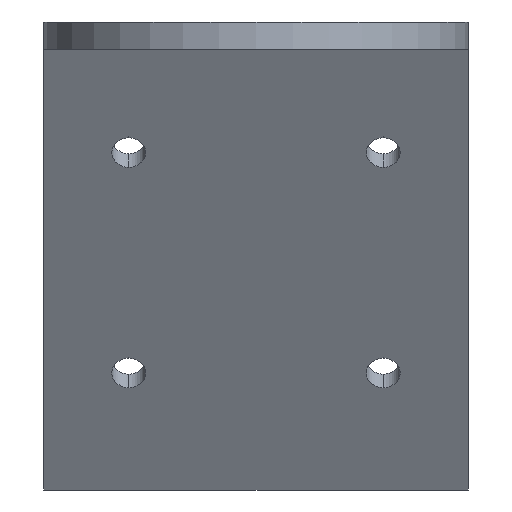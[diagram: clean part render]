
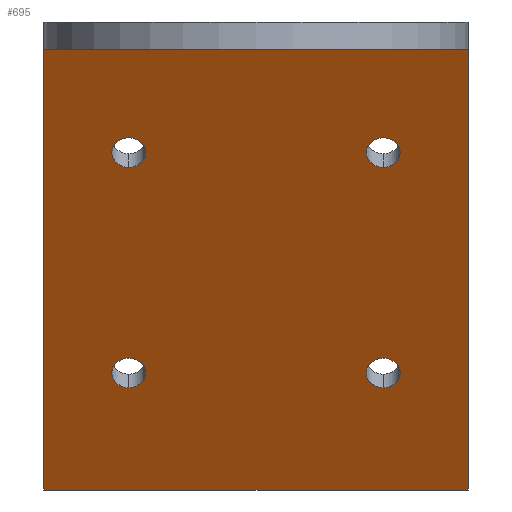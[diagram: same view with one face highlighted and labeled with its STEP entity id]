
A CAD part, front view. The second image highlights one B-rep face of the part: STEP entity #695.
In plain terms, the highlighted planar face has unit normal (0, -0.866, -0.5).
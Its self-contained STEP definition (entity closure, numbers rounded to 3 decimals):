
#5 = ORIENTED_EDGE ( 'NONE', *, *, #110, .T. ) ;
#8 = AXIS2_PLACEMENT_3D ( 'NONE', #488, #218, #770 ) ;
#13 = CARTESIAN_POINT ( 'NONE',  ( -89.162, 60., -51.962 ) ) ;
#58 = VECTOR ( 'NONE', #702, 1000. ) ;
#61 = ORIENTED_EDGE ( 'NONE', *, *, #123, .T. ) ;
#74 = EDGE_CURVE ( 'NONE', #397, #485, #870, .T. ) ;
#85 = ORIENTED_EDGE ( 'NONE', *, *, #500, .T. ) ;
#86 = DIRECTION ( 'NONE',  ( 1., 0., 0. ) ) ;
#87 = AXIS2_PLACEMENT_3D ( 'NONE', #93, #627, #294 ) ;
#93 = CARTESIAN_POINT ( 'NONE',  ( 15., 37.038, -12.19 ) ) ;
#95 = VERTEX_POINT ( 'NONE', #839 ) ;
#104 = CARTESIAN_POINT ( 'NONE',  ( 15., 52.038, -38.171 ) ) ;
#108 = ORIENTED_EDGE ( 'NONE', *, *, #862, .T. ) ;
#109 = ORIENTED_EDGE ( 'NONE', *, *, #830, .T. ) ;
#110 = EDGE_CURVE ( 'NONE', #860, #635, #664, .T. ) ;
#112 = CARTESIAN_POINT ( 'NONE',  ( 25., 30., 0. ) ) ;
#117 = ORIENTED_EDGE ( 'NONE', *, *, #171, .T. ) ;
#123 = EDGE_CURVE ( 'NONE', #826, #519, #652, .T. ) ;
#130 = CARTESIAN_POINT ( 'NONE',  ( -25., 30., 0. ) ) ;
#144 = AXIS2_PLACEMENT_3D ( 'NONE', #603, #809, #889 ) ;
#149 = ORIENTED_EDGE ( 'NONE', *, *, #691, .T. ) ;
#171 = EDGE_CURVE ( 'NONE', #635, #860, #246, .T. ) ;
#172 = ORIENTED_EDGE ( 'NONE', *, *, #348, .F. ) ;
#182 = EDGE_CURVE ( 'NONE', #327, #199, #453, .T. ) ;
#199 = VERTEX_POINT ( 'NONE', #855 ) ;
#202 = DIRECTION ( 'NONE',  ( 0., -0.5, 0.866 ) ) ;
#206 = CIRCLE ( 'NONE', #316, 2. ) ;
#208 = FACE_BOUND ( 'NONE', #527, .T. ) ;
#218 = DIRECTION ( 'NONE',  ( 0., 0.866, 0.5 ) ) ;
#221 = DIRECTION ( 'NONE',  ( 0., -0.866, -0.5 ) ) ;
#227 = DIRECTION ( 'NONE',  ( 0., 0.866, 0.5 ) ) ;
#231 = DIRECTION ( 'NONE',  ( 0., 0.5, -0.866 ) ) ;
#236 = DIRECTION ( 'NONE',  ( 0., 0.866, 0.5 ) ) ;
#246 = CIRCLE ( 'NONE', #888, 2. ) ;
#268 = AXIS2_PLACEMENT_3D ( 'NONE', #767, #221, #705 ) ;
#269 = CARTESIAN_POINT ( 'NONE',  ( 25., 60., -51.962 ) ) ;
#279 = PLANE ( 'NONE',  #268 ) ;
#284 = VECTOR ( 'NONE', #86, 1000. ) ;
#290 = EDGE_CURVE ( 'NONE', #95, #752, #507, .T. ) ;
#294 = DIRECTION ( 'NONE',  ( 0., 0.5, -0.866 ) ) ;
#296 = DIRECTION ( 'NONE',  ( 0., 0.866, 0.5 ) ) ;
#306 = DIRECTION ( 'NONE',  ( 0., 0.866, 0.5 ) ) ;
#316 = AXIS2_PLACEMENT_3D ( 'NONE', #636, #227, #778 ) ;
#327 = VERTEX_POINT ( 'NONE', #864 ) ;
#348 = EDGE_CURVE ( 'NONE', #397, #519, #414, .T. ) ;
#353 = FACE_BOUND ( 'NONE', #381, .T. ) ;
#357 = ORIENTED_EDGE ( 'NONE', *, *, #593, .F. ) ;
#360 = EDGE_LOOP ( 'NONE', ( #108, #85 ) ) ;
#362 = VERTEX_POINT ( 'NONE', #379 ) ;
#369 = EDGE_LOOP ( 'NONE', ( #5, #117 ) ) ;
#373 = DIRECTION ( 'NONE',  ( 0., 0.5, -0.866 ) ) ;
#379 = CARTESIAN_POINT ( 'NONE',  ( 15., 53.038, -39.903 ) ) ;
#381 = EDGE_LOOP ( 'NONE', ( #109, #829 ) ) ;
#394 = LINE ( 'NONE', #699, #586 ) ;
#397 = VERTEX_POINT ( 'NONE', #449 ) ;
#404 = FACE_BOUND ( 'NONE', #369, .T. ) ;
#410 = CARTESIAN_POINT ( 'NONE',  ( -25., 30., 0. ) ) ;
#412 = CIRCLE ( 'NONE', #144, 2. ) ;
#414 = LINE ( 'NONE', #112, #483 ) ;
#448 = AXIS2_PLACEMENT_3D ( 'NONE', #104, #236, #730 ) ;
#449 = CARTESIAN_POINT ( 'NONE',  ( 25., 30., 0. ) ) ;
#453 = CIRCLE ( 'NONE', #810, 2. ) ;
#461 = CIRCLE ( 'NONE', #87, 2. ) ;
#483 = VECTOR ( 'NONE', #595, 1000. ) ;
#485 = VERTEX_POINT ( 'NONE', #130 ) ;
#487 = EDGE_LOOP ( 'NONE', ( #357, #61, #172, #776 ) ) ;
#488 = CARTESIAN_POINT ( 'NONE',  ( -15., 52.038, -38.171 ) ) ;
#495 = CARTESIAN_POINT ( 'NONE',  ( -15., 51.038, -36.439 ) ) ;
#500 = EDGE_CURVE ( 'NONE', #362, #872, #412, .T. ) ;
#503 = CARTESIAN_POINT ( 'NONE',  ( -15., 37.038, -12.19 ) ) ;
#507 = CIRCLE ( 'NONE', #856, 2. ) ;
#519 = VERTEX_POINT ( 'NONE', #269 ) ;
#527 = EDGE_LOOP ( 'NONE', ( #149, #738 ) ) ;
#559 = FACE_OUTER_BOUND ( 'NONE', #487, .T. ) ;
#561 = CARTESIAN_POINT ( 'NONE',  ( -25., 60., -51.962 ) ) ;
#567 = CARTESIAN_POINT ( 'NONE',  ( 15., 36.038, -10.458 ) ) ;
#579 = DIRECTION ( 'NONE',  ( 0., 0.5, -0.866 ) ) ;
#586 = VECTOR ( 'NONE', #202, 1000. ) ;
#593 = EDGE_CURVE ( 'NONE', #826, #485, #394, .T. ) ;
#595 = DIRECTION ( 'NONE',  ( 0., 0.5, -0.866 ) ) ;
#603 = CARTESIAN_POINT ( 'NONE',  ( 15., 52.038, -38.171 ) ) ;
#627 = DIRECTION ( 'NONE',  ( 0., 0.866, 0.5 ) ) ;
#635 = VERTEX_POINT ( 'NONE', #764 ) ;
#636 = CARTESIAN_POINT ( 'NONE',  ( -15., 37.038, -12.19 ) ) ;
#652 = LINE ( 'NONE', #13, #284 ) ;
#661 = DIRECTION ( 'NONE',  ( 0., 0.866, 0.5 ) ) ;
#664 = CIRCLE ( 'NONE', #8, 2. ) ;
#691 = EDGE_CURVE ( 'NONE', #752, #95, #461, .T. ) ;
#693 = CIRCLE ( 'NONE', #448, 2. ) ;
#695 = ADVANCED_FACE ( 'NONE', ( #353, #696, #404, #208, #559 ), #279, .T. ) ;
#696 = FACE_BOUND ( 'NONE', #360, .T. ) ;
#699 = CARTESIAN_POINT ( 'NONE',  ( -25., 30., 0. ) ) ;
#702 = DIRECTION ( 'NONE',  ( -1., 0., 0. ) ) ;
#705 = DIRECTION ( 'NONE',  ( 0., 0.5, -0.866 ) ) ;
#729 = CARTESIAN_POINT ( 'NONE',  ( 15., 37.038, -12.19 ) ) ;
#730 = DIRECTION ( 'NONE',  ( 0., 0.5, -0.866 ) ) ;
#738 = ORIENTED_EDGE ( 'NONE', *, *, #290, .T. ) ;
#752 = VERTEX_POINT ( 'NONE', #567 ) ;
#764 = CARTESIAN_POINT ( 'NONE',  ( -15., 53.038, -39.903 ) ) ;
#767 = CARTESIAN_POINT ( 'NONE',  ( -89.162, 30., 0. ) ) ;
#770 = DIRECTION ( 'NONE',  ( 0., 0.5, -0.866 ) ) ;
#776 = ORIENTED_EDGE ( 'NONE', *, *, #74, .T. ) ;
#778 = DIRECTION ( 'NONE',  ( 0., 0.5, -0.866 ) ) ;
#809 = DIRECTION ( 'NONE',  ( 0., 0.866, 0.5 ) ) ;
#810 = AXIS2_PLACEMENT_3D ( 'NONE', #503, #296, #231 ) ;
#826 = VERTEX_POINT ( 'NONE', #561 ) ;
#829 = ORIENTED_EDGE ( 'NONE', *, *, #182, .T. ) ;
#830 = EDGE_CURVE ( 'NONE', #199, #327, #206, .T. ) ;
#839 = CARTESIAN_POINT ( 'NONE',  ( 15., 38.038, -13.922 ) ) ;
#852 = CARTESIAN_POINT ( 'NONE',  ( -15., 52.038, -38.171 ) ) ;
#855 = CARTESIAN_POINT ( 'NONE',  ( -15., 36.038, -10.458 ) ) ;
#856 = AXIS2_PLACEMENT_3D ( 'NONE', #729, #661, #373 ) ;
#859 = CARTESIAN_POINT ( 'NONE',  ( 15., 51.038, -36.439 ) ) ;
#860 = VERTEX_POINT ( 'NONE', #495 ) ;
#862 = EDGE_CURVE ( 'NONE', #872, #362, #693, .T. ) ;
#864 = CARTESIAN_POINT ( 'NONE',  ( -15., 38.038, -13.922 ) ) ;
#870 = LINE ( 'NONE', #410, #58 ) ;
#872 = VERTEX_POINT ( 'NONE', #859 ) ;
#888 = AXIS2_PLACEMENT_3D ( 'NONE', #852, #306, #579 ) ;
#889 = DIRECTION ( 'NONE',  ( 0., 0.5, -0.866 ) ) ;
